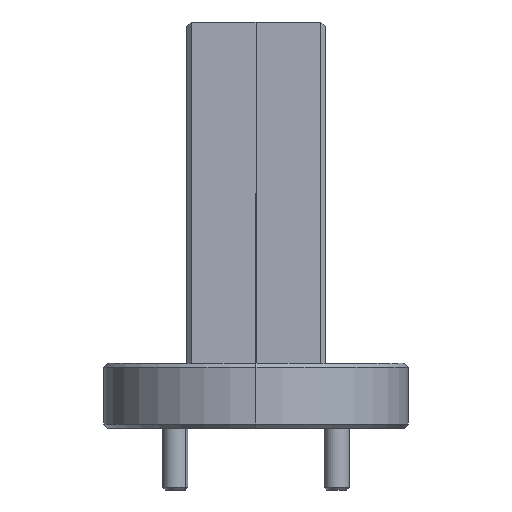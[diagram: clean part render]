
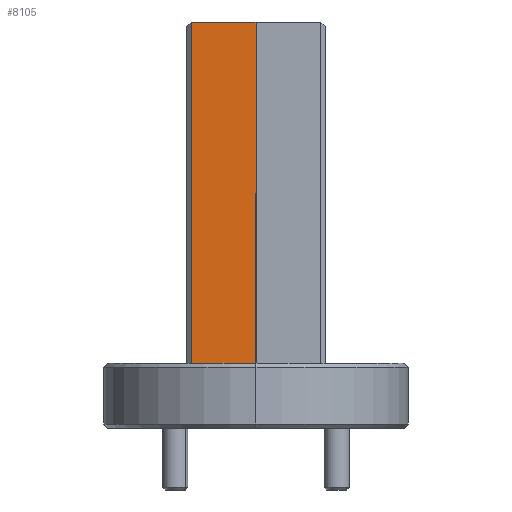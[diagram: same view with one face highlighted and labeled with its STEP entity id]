
A CAD part, front view. The second image highlights one B-rep face of the part: STEP entity #8105.
In plain terms, the highlighted planar face has unit normal (0, -1, 0).
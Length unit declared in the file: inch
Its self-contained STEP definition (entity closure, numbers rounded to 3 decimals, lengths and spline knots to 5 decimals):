
#1137 = CARTESIAN_POINT ( 'NONE',  ( 0.89939, -1.68488, -0.0603 ) ) ;
#1385 = EDGE_CURVE ( 'NONE', #15371, #12366, #3156, .T. ) ;
#2108 = AXIS2_PLACEMENT_3D ( 'NONE', #15348, #8375, #3940 ) ;
#2166 = CARTESIAN_POINT ( 'NONE',  ( 0.89939, -1.68488, -0.0603 ) ) ;
#2213 = VECTOR ( 'NONE', #8379, 39.37008 ) ;
#2297 = ORIENTED_EDGE ( 'NONE', *, *, #1385, .T. ) ;
#2459 = EDGE_LOOP ( 'NONE', ( #3212, #7157, #9423, #2297 ) ) ;
#2660 = VERTEX_POINT ( 'NONE', #3954 ) ;
#2877 = LINE ( 'NONE', #15361, #9657 ) ;
#3156 = LINE ( 'NONE', #2166, #8059 ) ;
#3212 = ORIENTED_EDGE ( 'NONE', *, *, #10243, .F. ) ;
#3654 = EDGE_CURVE ( 'NONE', #8931, #2660, #5387, .T. ) ;
#3658 = LINE ( 'NONE', #12027, #8836 ) ;
#3940 = DIRECTION ( 'NONE',  ( 0., 0., 1. ) ) ;
#3954 = CARTESIAN_POINT ( 'NONE',  ( 0.73939, -1.68488, -0.0603 ) ) ;
#4217 = CARTESIAN_POINT ( 'NONE',  ( 0.73939, -1.68488, -0.0603 ) ) ;
#4740 = DIRECTION ( 'NONE',  ( 1., 0., 0. ) ) ;
#5387 = LINE ( 'NONE', #4217, #2213 ) ;
#6743 = PLANE ( 'NONE',  #2108 ) ;
#6870 = CARTESIAN_POINT ( 'NONE',  ( 0.73939, -1.68488, 0.7797 ) ) ;
#6984 = EDGE_CURVE ( 'NONE', #2660, #15371, #2877, .T. ) ;
#7093 = FACE_OUTER_BOUND ( 'NONE', #2459, .T. ) ;
#7157 = ORIENTED_EDGE ( 'NONE', *, *, #3654, .T. ) ;
#8059 = VECTOR ( 'NONE', #10318, 39.37008 ) ;
#8105 = ADVANCED_FACE ( 'NONE', ( #7093 ), #6743, .F. ) ;
#8375 = DIRECTION ( 'NONE',  ( 0., 1., 0. ) ) ;
#8379 = DIRECTION ( 'NONE',  ( 0., 0., -1. ) ) ;
#8836 = VECTOR ( 'NONE', #4740, 39.37008 ) ;
#8931 = VERTEX_POINT ( 'NONE', #6870 ) ;
#9423 = ORIENTED_EDGE ( 'NONE', *, *, #6984, .T. ) ;
#9657 = VECTOR ( 'NONE', #13639, 39.37008 ) ;
#10243 = EDGE_CURVE ( 'NONE', #8931, #12366, #3658, .T. ) ;
#10318 = DIRECTION ( 'NONE',  ( 0., 0., 1. ) ) ;
#12027 = CARTESIAN_POINT ( 'NONE',  ( 0.52439, -1.68488, 0.7797 ) ) ;
#12366 = VERTEX_POINT ( 'NONE', #17885 ) ;
#13639 = DIRECTION ( 'NONE',  ( 1., 0., 0. ) ) ;
#15348 = CARTESIAN_POINT ( 'NONE',  ( 0.52439, -1.68488, -0.0603 ) ) ;
#15361 = CARTESIAN_POINT ( 'NONE',  ( 0.52439, -1.68488, -0.0603 ) ) ;
#15371 = VERTEX_POINT ( 'NONE', #1137 ) ;
#17885 = CARTESIAN_POINT ( 'NONE',  ( 0.89939, -1.68488, 0.7797 ) ) ;
